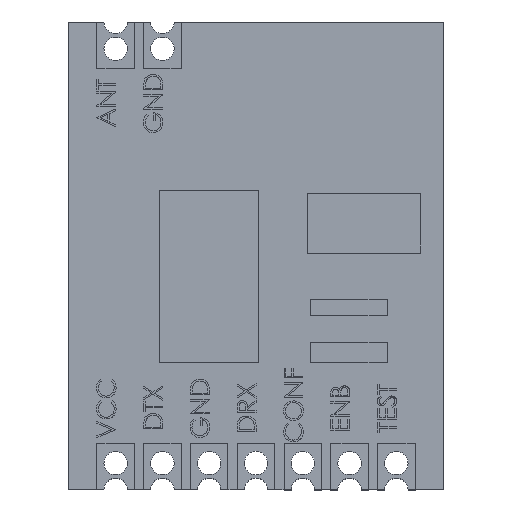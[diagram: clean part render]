
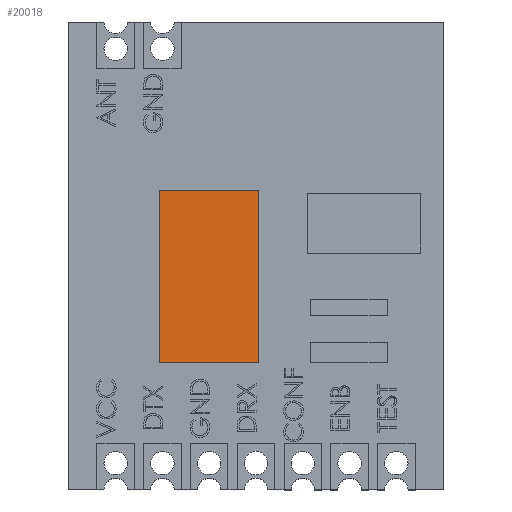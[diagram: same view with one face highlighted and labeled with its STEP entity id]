
A CAD part, top view. The second image highlights one B-rep face of the part: STEP entity #20018.
In plain terms, the highlighted planar face has unit normal (0, 0, 1).
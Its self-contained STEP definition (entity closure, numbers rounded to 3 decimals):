
#778 = CARTESIAN_POINT ( 'NONE',  ( 6.12, 4.284, 2. ) ) ;
#1819 = DIRECTION ( 'NONE',  ( -1., 0., 0. ) ) ;
#2477 = EDGE_CURVE ( 'NONE', #6544, #18662, #24485, .T. ) ;
#2741 = VERTEX_POINT ( 'NONE', #16579 ) ;
#2890 = VECTOR ( 'NONE', #13694, 1000. ) ;
#4315 = VECTOR ( 'NONE', #1819, 1000. ) ;
#5852 = EDGE_LOOP ( 'NONE', ( #21727, #21248, #8418, #17640 ) ) ;
#5909 = PLANE ( 'NONE',  #23793 ) ;
#6544 = VERTEX_POINT ( 'NONE', #25590 ) ;
#8297 = LINE ( 'NONE', #26898, #27999 ) ;
#8418 = ORIENTED_EDGE ( 'NONE', *, *, #21575, .T. ) ;
#8580 = CARTESIAN_POINT ( 'NONE',  ( 1.875, 11.654, 2. ) ) ;
#8896 = CARTESIAN_POINT ( 'NONE',  ( 0., 0., 2. ) ) ;
#8991 = DIRECTION ( 'NONE',  ( 0., 0., 1. ) ) ;
#9645 = LINE ( 'NONE', #11172, #2890 ) ;
#10633 = EDGE_CURVE ( 'NONE', #22511, #2741, #12568, .T. ) ;
#11172 = CARTESIAN_POINT ( 'NONE',  ( 6.12, 11.654, 2. ) ) ;
#12568 = LINE ( 'NONE', #8580, #4315 ) ;
#13070 = VECTOR ( 'NONE', #24548, 1000. ) ;
#13694 = DIRECTION ( 'NONE',  ( 0., 1., 0. ) ) ;
#16579 = CARTESIAN_POINT ( 'NONE',  ( 1.875, 11.654, 2. ) ) ;
#17401 = CARTESIAN_POINT ( 'NONE',  ( 6.12, 11.654, 2. ) ) ;
#17640 = ORIENTED_EDGE ( 'NONE', *, *, #2477, .T. ) ;
#18662 = VERTEX_POINT ( 'NONE', #778 ) ;
#18939 = FACE_OUTER_BOUND ( 'NONE', #5852, .T. ) ;
#19370 = EDGE_CURVE ( 'NONE', #18662, #22511, #9645, .T. ) ;
#20018 = ADVANCED_FACE ( 'NONE', ( #18939 ), #5909, .T. ) ;
#21248 = ORIENTED_EDGE ( 'NONE', *, *, #10633, .T. ) ;
#21575 = EDGE_CURVE ( 'NONE', #2741, #6544, #8297, .T. ) ;
#21727 = ORIENTED_EDGE ( 'NONE', *, *, #19370, .T. ) ;
#22511 = VERTEX_POINT ( 'NONE', #17401 ) ;
#23793 = AXIS2_PLACEMENT_3D ( 'NONE', #8896, #8991, #29610 ) ;
#24485 = LINE ( 'NONE', #28744, #13070 ) ;
#24548 = DIRECTION ( 'NONE',  ( 1., 0., 0. ) ) ;
#25590 = CARTESIAN_POINT ( 'NONE',  ( 1.875, 4.284, 2. ) ) ;
#26898 = CARTESIAN_POINT ( 'NONE',  ( 1.875, 11.654, 2. ) ) ;
#27999 = VECTOR ( 'NONE', #29322, 1000. ) ;
#28744 = CARTESIAN_POINT ( 'NONE',  ( 1.875, 4.284, 2. ) ) ;
#29322 = DIRECTION ( 'NONE',  ( 0., -1., 0. ) ) ;
#29610 = DIRECTION ( 'NONE',  ( 1., 0., 0. ) ) ;
